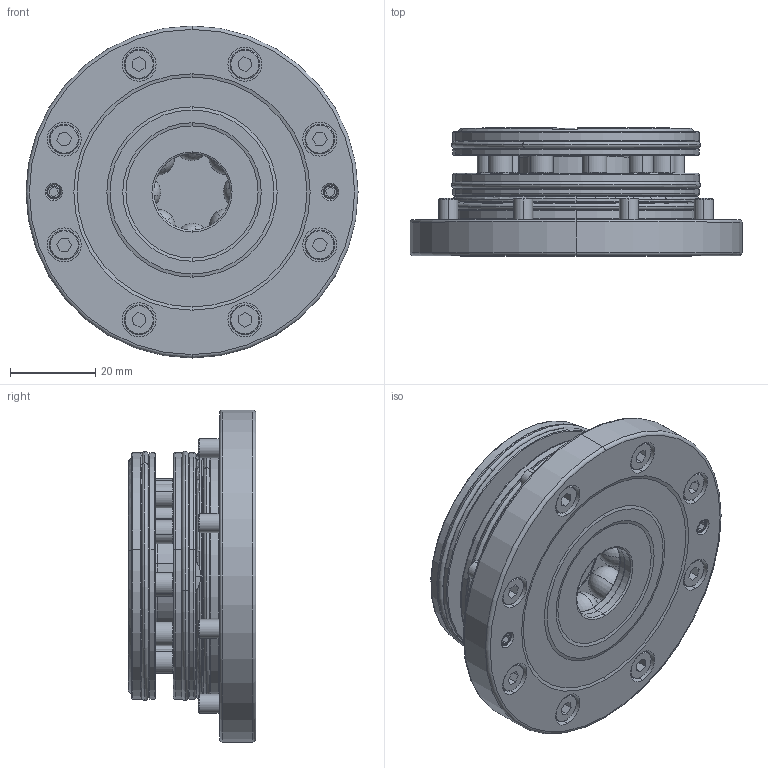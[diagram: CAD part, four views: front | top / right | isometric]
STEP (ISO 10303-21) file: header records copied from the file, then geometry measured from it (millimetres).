
FILE_DESCRIPTION (( 'STEP AP203' ), '1' );
FILE_NAME ('LQNC-5.STEP', '2020-03-18T10:12:19', ( 'td' ), ( '' ), 'SwSTEP 2.0', 'SolidWorks 2018', '' );
FILE_SCHEMA (( 'CONFIG_CONTROL_DESIGN' ));
Length unit declared in the file: millimetre
Products named in the file (1): LQNC-5
Bounding box: 78 x 30 x 78 mm (x, y, z)
Volume: 83542.3 mm3; surface area: 29922.1 mm2
Topology: 15 solids, 15 shells, 572 faces, 1345 edges, 858 vertices
Faces by surface type: plane 219, cylinder 145, torus 96, cone 84, sphere 16, bspline 12
Entity records: 18818 total; most frequent: CARTESIAN_POINT 5568, DIRECTION 2903, ORIENTED_EDGE 2610, EDGE_CURVE 1305, AXIS2_PLACEMENT_3D 1159, VERTEX_POINT 834, EDGE_LOOP 677, CIRCLE 598
